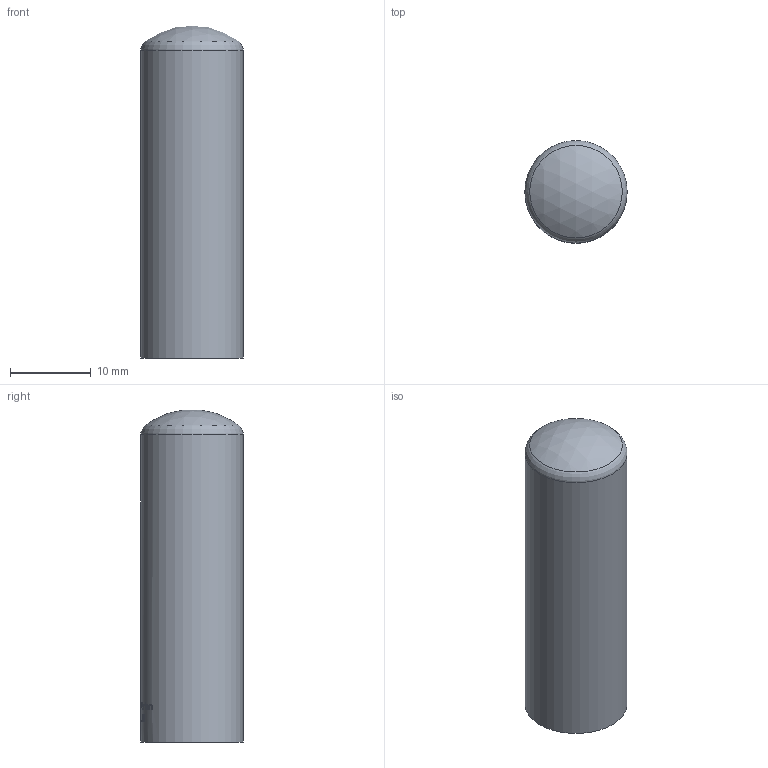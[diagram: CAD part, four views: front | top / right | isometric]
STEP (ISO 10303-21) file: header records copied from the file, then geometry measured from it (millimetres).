
FILE_DESCRIPTION(/* description */ (''),/* implementation_level */ '2;1');
FILE_NAME(/* name */ 'S16W-.50.stp',/* time_stamp */ '2018-11-26T10:41:15-05:00',/* author */ ('rick'),/* organization */ (''),/* preprocessor_version */ 'ST-DEVELOPER v15.2',/* originating_system */ 'Autodesk Inventor 2014',/* authorisation */ '');
FILE_SCHEMA (('AUTOMOTIVE_DESIGN { 1 0 10303 214 3 1 1 }'));
Length unit declared in the file: inch
Products named in the file (1): S16W-.50
Bounding box: 12.7 x 12.7 x 41.22 mm (x, y, z)
Volume: 2483.6 mm3; surface area: 2908.9 mm2
Topology: 1 solids, 1 shells, 342 faces, 927 edges, 618 vertices
Faces by surface type: bspline 181, plane 125, cylinder 34, torus 1, sphere 1
Full cylindrical faces by diameter (mm): 9.398 x1, 12.7 x1
Entity records: 14050 total; most frequent: CARTESIAN_POINT 6492, ORIENTED_EDGE 1838, DIRECTION 1034, EDGE_CURVE 919, VERTEX_POINT 615, LINE 406, VECTOR 406, EDGE_LOOP 378
